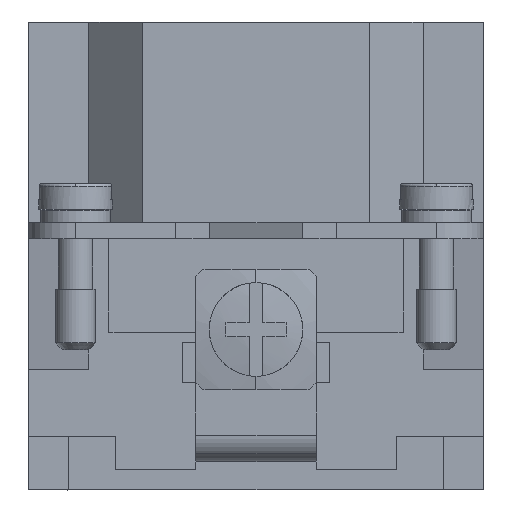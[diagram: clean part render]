
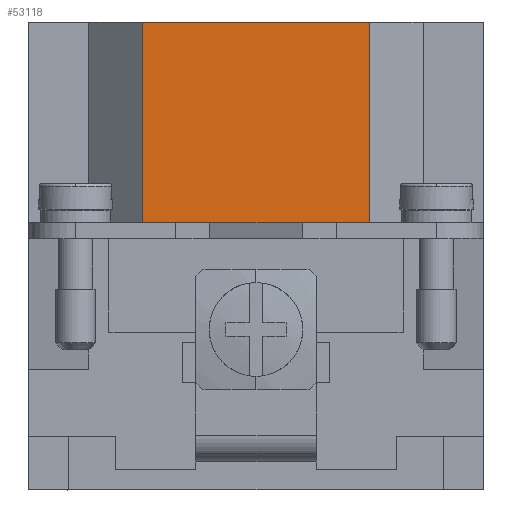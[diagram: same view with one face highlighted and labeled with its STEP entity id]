
A CAD part, left-side view. The second image highlights one B-rep face of the part: STEP entity #53118.
In plain terms, the highlighted planar face has unit normal (-1, 0, 0).
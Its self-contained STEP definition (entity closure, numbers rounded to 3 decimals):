
#33148=CARTESIAN_POINT('',(-55.0,-6.,-15.0));
#33149=VERTEX_POINT('',#33148);
#33150=CARTESIAN_POINT('',(-55.0,-8.5,-15.0));
#33151=VERTEX_POINT('',#33150);
#33152=CARTESIAN_POINT('',(-55.0,-6.,-15.0));
#33153=DIRECTION('',(0.0,-1.0,0.0));
#33154=VECTOR('',#33153,2.5);
#33155=LINE('',#33152,#33154);
#33156=EDGE_CURVE('',#33149,#33151,#33155,.T.);
#33301=CARTESIAN_POINT('',(-55.0,6.,-15.0));
#33302=VERTEX_POINT('',#33301);
#33309=CARTESIAN_POINT('',(-55.0,8.5,-15.0));
#33310=VERTEX_POINT('',#33309);
#33311=CARTESIAN_POINT('',(-55.0,8.5,-15.0));
#33312=DIRECTION('',(0.0,-1.0,0.0));
#33313=VECTOR('',#33312,2.5);
#33314=LINE('',#33311,#33313);
#33315=EDGE_CURVE('',#33310,#33302,#33314,.T.);
#33528=CARTESIAN_POINT('',(-55.0,6.,-15.0));
#33529=DIRECTION('',(0.0,-1.0,0.0));
#33530=VECTOR('',#33529,12.);
#33531=LINE('',#33528,#33530);
#33532=EDGE_CURVE('',#33302,#33149,#33531,.T.);
#52655=CARTESIAN_POINT('',(-55.0,8.5,0.0));
#52656=VERTEX_POINT('',#52655);
#52663=CARTESIAN_POINT('',(-55.0,-8.5,0.0));
#52664=VERTEX_POINT('',#52663);
#52665=CARTESIAN_POINT('',(-55.0,-8.5,0.0));
#52666=DIRECTION('',(0.0,1.0,0.0));
#52667=VECTOR('',#52666,17.0);
#52668=LINE('',#52665,#52667);
#52669=EDGE_CURVE('',#52664,#52656,#52668,.T.);
#53089=CARTESIAN_POINT('',(-55.0,8.5,0.0));
#53090=DIRECTION('',(0.0,0.0,-1.0));
#53091=VECTOR('',#53090,15.0);
#53092=LINE('',#53089,#53091);
#53093=EDGE_CURVE('',#52656,#33310,#53092,.T.);
#53100=CARTESIAN_POINT('',(-55.0,8.5,0.0));
#53101=DIRECTION('',(-1.0,0.0,0.0));
#53102=DIRECTION('',(0.0,0.0,1.0));
#53103=AXIS2_PLACEMENT_3D('',#53100,#53101,#53102);
#53104=PLANE('',#53103);
#53105=ORIENTED_EDGE('',*,*,#33315,.T.);
#53106=ORIENTED_EDGE('',*,*,#33532,.T.);
#53107=ORIENTED_EDGE('',*,*,#33156,.T.);
#53108=CARTESIAN_POINT('',(-55.0,-8.5,0.0));
#53109=DIRECTION('',(0.0,0.0,-1.0));
#53110=VECTOR('',#53109,15.0);
#53111=LINE('',#53108,#53110);
#53112=EDGE_CURVE('',#52664,#33151,#53111,.T.);
#53113=ORIENTED_EDGE('',*,*,#53112,.F.);
#53114=ORIENTED_EDGE('',*,*,#52669,.T.);
#53115=ORIENTED_EDGE('',*,*,#53093,.T.);
#53116=EDGE_LOOP('',(#53105,#53106,#53107,#53113,#53114,#53115));
#53117=FACE_OUTER_BOUND('',#53116,.T.);
#53118=ADVANCED_FACE('',(#53117),#53104,.T.);
